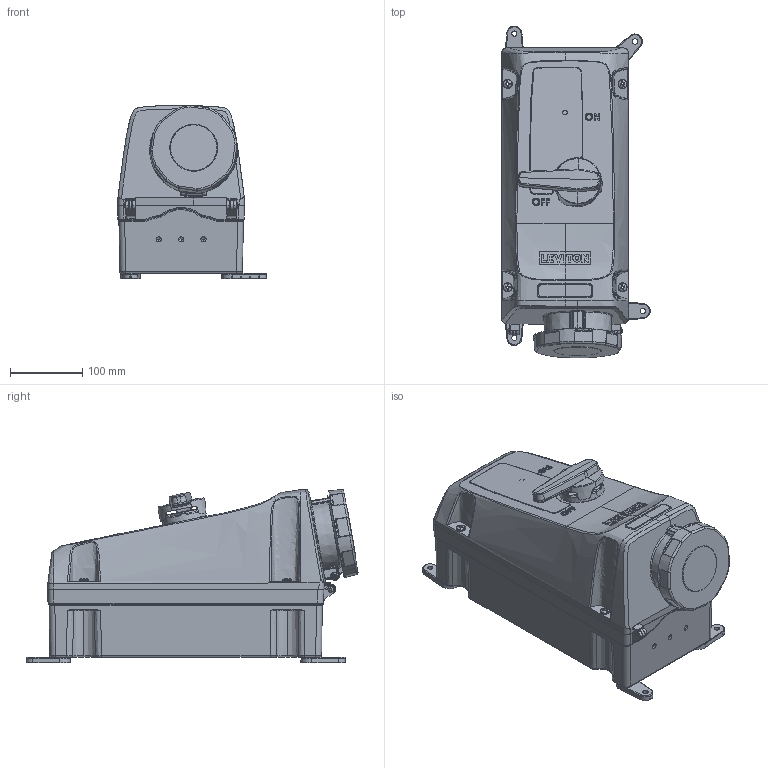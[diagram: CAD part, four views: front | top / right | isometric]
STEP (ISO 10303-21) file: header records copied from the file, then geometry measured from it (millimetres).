
FILE_DESCRIPTION (( 'STEP AP203' ), '1' );
FILE_NAME ('CATSTD - 4100MI7WLEV.STEP', '2023-05-26T19:07:43', ( '' ), ( '' ), 'SwSTEP 2.0', 'SolidWorks 2020', '' );
FILE_SCHEMA (( 'CONFIG_CONTROL_DESIGN' ));
Length unit declared in the file: inch
Products named in the file (1): CATSTD - 4100MI7WLEV
Bounding box: 205.36 x 458.6 x 239.07 mm (x, y, z)
Surface area: 419832 mm2 (no closed solid volume)
Topology: 0 solids, 36 shells, 1193 faces, 4293 edges, 3043 vertices
Faces by surface type: plane 404, bspline 302, cylinder 172, cone 168, torus 110, sphere 37
Entity records: 70730 total; most frequent: CARTESIAN_POINT 38326, ORIENTED_EDGE 6791, DIRECTION 5766, EDGE_CURVE 4254, VERTEX_POINT 3043, AXIS2_PLACEMENT_3D 2166, LINE 1434, VECTOR 1434
